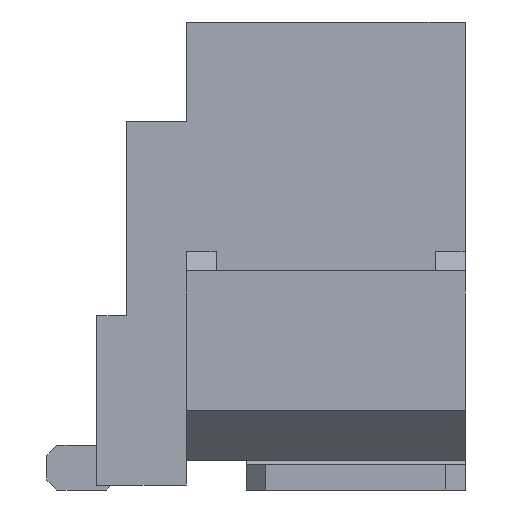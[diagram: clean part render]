
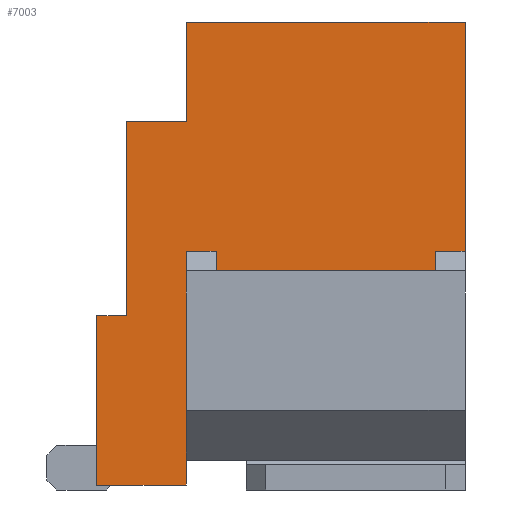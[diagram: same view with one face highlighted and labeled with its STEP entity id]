
A CAD part, left-side view. The second image highlights one B-rep face of the part: STEP entity #7003.
In plain terms, the highlighted planar face has unit normal (-1, 0, 0).
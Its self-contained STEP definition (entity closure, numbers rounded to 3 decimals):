
#273=FACE_OUTER_BOUND('',#658,.T.);
#658=EDGE_LOOP('',(#5673,#5674,#5675,#5676,#5677,#5678,#5679,#5680,#5681,
#5682,#5683,#5684,#5685,#5686,#5687));
#1278=LINE('',#10261,#2261);
#1375=LINE('',#10453,#2358);
#1390=LINE('',#10483,#2373);
#1519=LINE('',#10735,#2502);
#1536=LINE('',#10757,#2519);
#1546=LINE('',#10778,#2529);
#1565=LINE('',#10815,#2548);
#1566=LINE('',#10817,#2549);
#1567=LINE('',#10819,#2550);
#1568=LINE('',#10820,#2551);
#1569=LINE('',#10822,#2552);
#1570=LINE('',#10823,#2553);
#1571=LINE('',#10825,#2554);
#1572=LINE('',#10826,#2555);
#1573=LINE('',#10827,#2556);
#2261=VECTOR('',#8373,1000.);
#2358=VECTOR('',#8482,1000.);
#2373=VECTOR('',#8501,1000.);
#2502=VECTOR('',#8662,1000.);
#2519=VECTOR('',#8681,1000.);
#2529=VECTOR('',#8699,1000.);
#2548=VECTOR('',#8728,1000.);
#2549=VECTOR('',#8729,1000.);
#2550=VECTOR('',#8730,1000.);
#2551=VECTOR('',#8731,1000.);
#2552=VECTOR('',#8732,1000.);
#2553=VECTOR('',#8733,1000.);
#2554=VECTOR('',#8734,1000.);
#2555=VECTOR('',#8735,1000.);
#2556=VECTOR('',#8736,1000.);
#3090=VERTEX_POINT('',#10258);
#3091=VERTEX_POINT('',#10260);
#3180=VERTEX_POINT('',#10451);
#3192=VERTEX_POINT('',#10480);
#3193=VERTEX_POINT('',#10482);
#3274=VERTEX_POINT('',#10661);
#3300=VERTEX_POINT('',#10733);
#3304=VERTEX_POINT('',#10754);
#3311=VERTEX_POINT('',#10777);
#3323=VERTEX_POINT('',#10813);
#3324=VERTEX_POINT('',#10814);
#3325=VERTEX_POINT('',#10816);
#3326=VERTEX_POINT('',#10818);
#3327=VERTEX_POINT('',#10821);
#3328=VERTEX_POINT('',#10824);
#3892=EDGE_CURVE('',#3091,#3090,#1278,.T.);
#3989=EDGE_CURVE('',#3180,#3090,#1375,.T.);
#4004=EDGE_CURVE('',#3193,#3192,#1390,.T.);
#4133=EDGE_CURVE('',#3300,#3192,#1519,.T.);
#4150=EDGE_CURVE('',#3304,#3091,#1536,.T.);
#4160=EDGE_CURVE('',#3193,#3311,#1546,.T.);
#4179=EDGE_CURVE('',#3323,#3324,#1565,.T.);
#4180=EDGE_CURVE('',#3324,#3325,#1566,.T.);
#4181=EDGE_CURVE('',#3325,#3326,#1567,.T.);
#4182=EDGE_CURVE('',#3304,#3326,#1568,.T.);
#4183=EDGE_CURVE('',#3327,#3180,#1569,.T.);
#4184=EDGE_CURVE('',#3311,#3327,#1570,.T.);
#4185=EDGE_CURVE('',#3328,#3300,#1571,.T.);
#4186=EDGE_CURVE('',#3328,#3274,#1572,.T.);
#4187=EDGE_CURVE('',#3274,#3323,#1573,.T.);
#5673=ORIENTED_EDGE('',*,*,#4179,.T.);
#5674=ORIENTED_EDGE('',*,*,#4180,.T.);
#5675=ORIENTED_EDGE('',*,*,#4181,.T.);
#5676=ORIENTED_EDGE('',*,*,#4182,.F.);
#5677=ORIENTED_EDGE('',*,*,#4150,.T.);
#5678=ORIENTED_EDGE('',*,*,#3892,.T.);
#5679=ORIENTED_EDGE('',*,*,#3989,.F.);
#5680=ORIENTED_EDGE('',*,*,#4183,.F.);
#5681=ORIENTED_EDGE('',*,*,#4184,.F.);
#5682=ORIENTED_EDGE('',*,*,#4160,.F.);
#5683=ORIENTED_EDGE('',*,*,#4004,.T.);
#5684=ORIENTED_EDGE('',*,*,#4133,.F.);
#5685=ORIENTED_EDGE('',*,*,#4185,.F.);
#5686=ORIENTED_EDGE('',*,*,#4186,.T.);
#5687=ORIENTED_EDGE('',*,*,#4187,.T.);
#6640=PLANE('',#7397);
#7003=ADVANCED_FACE('',(#273),#6640,.F.);
#7397=AXIS2_PLACEMENT_3D('',#10812,#8726,#8727);
#8373=DIRECTION('',(0.,0.,1.));
#8482=DIRECTION('',(0.,-1.,0.));
#8501=DIRECTION('',(0.,1.,0.));
#8662=DIRECTION('',(0.,0.,1.));
#8681=DIRECTION('',(0.,-1.,0.));
#8699=DIRECTION('',(0.,0.,1.));
#8726=DIRECTION('center_axis',(1.,0.,0.));
#8727=DIRECTION('ref_axis',(0.,0.,-1.));
#8728=DIRECTION('',(0.,-1.,0.));
#8729=DIRECTION('',(0.,0.,-1.));
#8730=DIRECTION('',(0.,-1.,0.));
#8731=DIRECTION('',(0.,0.,-1.));
#8732=DIRECTION('',(0.,0.,1.));
#8733=DIRECTION('',(0.,-1.,0.));
#8734=DIRECTION('',(0.,1.,0.));
#8735=DIRECTION('',(0.,0.,1.));
#8736=DIRECTION('',(0.,0.,1.));
#10258=CARTESIAN_POINT('',(-5.25,-1.1,4.7));
#10260=CARTESIAN_POINT('',(-5.25,-1.1,2.4));
#10261=CARTESIAN_POINT('',(-5.25,-1.1,4.7));
#10451=CARTESIAN_POINT('',(-5.25,1.7,4.7));
#10453=CARTESIAN_POINT('',(-5.25,2.6,4.7));
#10480=CARTESIAN_POINT('',(-5.25,2.6,1.75));
#10482=CARTESIAN_POINT('',(-5.25,2.3,1.75));
#10483=CARTESIAN_POINT('',(-5.25,2.3,1.75));
#10661=CARTESIAN_POINT('',(-5.25,1.7,0.3));
#10733=CARTESIAN_POINT('',(-5.25,2.6,0.05));
#10735=CARTESIAN_POINT('',(-5.25,2.6,4.7));
#10754=CARTESIAN_POINT('',(-5.25,-0.8,2.4));
#10757=CARTESIAN_POINT('',(-5.25,1.7,2.4));
#10777=CARTESIAN_POINT('',(-5.25,2.3,3.7));
#10778=CARTESIAN_POINT('',(-5.25,2.3,1.75));
#10812=CARTESIAN_POINT('Origin',(-5.25,2.6,4.7));
#10813=CARTESIAN_POINT('',(-5.25,1.7,2.4));
#10814=CARTESIAN_POINT('',(-5.25,1.4,2.4));
#10815=CARTESIAN_POINT('',(-5.25,1.7,2.4));
#10816=CARTESIAN_POINT('',(-5.25,1.4,1.7));
#10817=CARTESIAN_POINT('',(-5.25,1.4,4.7));
#10818=CARTESIAN_POINT('',(-5.25,-0.8,1.7));
#10819=CARTESIAN_POINT('',(-5.25,1.4,1.7));
#10820=CARTESIAN_POINT('',(-5.25,-0.8,4.7));
#10821=CARTESIAN_POINT('',(-5.25,1.7,3.7));
#10822=CARTESIAN_POINT('',(-5.25,1.7,3.7));
#10823=CARTESIAN_POINT('',(-5.25,2.3,3.7));
#10824=CARTESIAN_POINT('',(-5.25,1.7,0.05));
#10825=CARTESIAN_POINT('',(-5.25,2.6,0.05));
#10826=CARTESIAN_POINT('',(-5.25,1.7,0.05));
#10827=CARTESIAN_POINT('',(-5.25,1.7,0.3));
